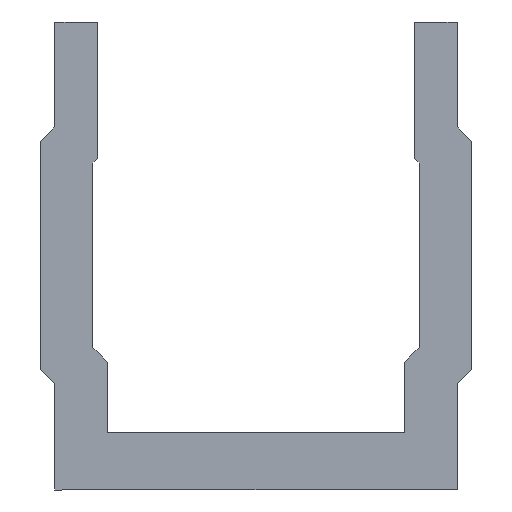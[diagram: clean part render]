
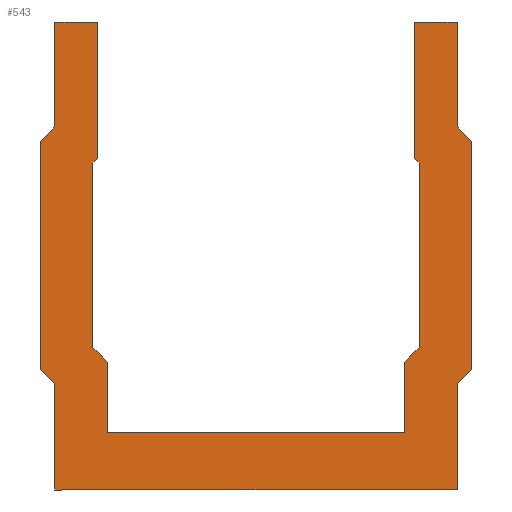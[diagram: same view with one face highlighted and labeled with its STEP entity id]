
A CAD part, front view. The second image highlights one B-rep face of the part: STEP entity #543.
In plain terms, the highlighted planar face has unit normal (0, -1, 0).
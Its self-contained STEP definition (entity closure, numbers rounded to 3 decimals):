
#57=FACE_OUTER_BOUND('',#83,.T.);
#83=EDGE_LOOP('',(#468,#469,#470,#471,#472,#473,#474,#475,#476,#477,#478,
#479,#480,#481,#482,#483,#484,#485,#486,#487,#488,#489,#490,#491));
#84=LINE('',#718,#156);
#88=LINE('',#726,#160);
#91=LINE('',#732,#163);
#94=LINE('',#738,#166);
#97=LINE('',#744,#169);
#100=LINE('',#750,#172);
#103=LINE('',#756,#175);
#106=LINE('',#762,#178);
#109=LINE('',#768,#181);
#112=LINE('',#774,#184);
#115=LINE('',#780,#187);
#118=LINE('',#786,#190);
#121=LINE('',#792,#193);
#124=LINE('',#798,#196);
#127=LINE('',#804,#199);
#130=LINE('',#810,#202);
#133=LINE('',#816,#205);
#136=LINE('',#822,#208);
#139=LINE('',#828,#211);
#142=LINE('',#834,#214);
#145=LINE('',#840,#217);
#148=LINE('',#846,#220);
#151=LINE('',#852,#223);
#154=LINE('',#857,#226);
#156=VECTOR('',#583,1.);
#160=VECTOR('',#589,1.);
#163=VECTOR('',#594,1.);
#166=VECTOR('',#599,1.);
#169=VECTOR('',#604,1.);
#172=VECTOR('',#609,1.);
#175=VECTOR('',#614,1.);
#178=VECTOR('',#619,1.);
#181=VECTOR('',#624,1.);
#184=VECTOR('',#629,1.);
#187=VECTOR('',#634,1.);
#190=VECTOR('',#639,1.);
#193=VECTOR('',#644,1.);
#196=VECTOR('',#649,1.);
#199=VECTOR('',#654,1.);
#202=VECTOR('',#659,1.);
#205=VECTOR('',#664,1.);
#208=VECTOR('',#669,1.);
#211=VECTOR('',#674,1.);
#214=VECTOR('',#679,1.);
#217=VECTOR('',#684,1.);
#220=VECTOR('',#689,1.);
#223=VECTOR('',#694,1.);
#226=VECTOR('',#699,1.);
#228=VERTEX_POINT('',#716);
#229=VERTEX_POINT('',#717);
#232=VERTEX_POINT('',#725);
#234=VERTEX_POINT('',#731);
#236=VERTEX_POINT('',#737);
#238=VERTEX_POINT('',#743);
#240=VERTEX_POINT('',#749);
#242=VERTEX_POINT('',#755);
#244=VERTEX_POINT('',#761);
#246=VERTEX_POINT('',#767);
#248=VERTEX_POINT('',#773);
#250=VERTEX_POINT('',#779);
#252=VERTEX_POINT('',#785);
#254=VERTEX_POINT('',#791);
#256=VERTEX_POINT('',#797);
#258=VERTEX_POINT('',#803);
#260=VERTEX_POINT('',#809);
#262=VERTEX_POINT('',#815);
#264=VERTEX_POINT('',#821);
#266=VERTEX_POINT('',#827);
#268=VERTEX_POINT('',#833);
#270=VERTEX_POINT('',#839);
#272=VERTEX_POINT('',#845);
#274=VERTEX_POINT('',#851);
#276=EDGE_CURVE('',#228,#229,#84,.T.);
#280=EDGE_CURVE('',#232,#228,#88,.T.);
#283=EDGE_CURVE('',#234,#232,#91,.T.);
#286=EDGE_CURVE('',#236,#234,#94,.T.);
#289=EDGE_CURVE('',#238,#236,#97,.T.);
#292=EDGE_CURVE('',#240,#238,#100,.T.);
#295=EDGE_CURVE('',#242,#240,#103,.T.);
#298=EDGE_CURVE('',#244,#242,#106,.T.);
#301=EDGE_CURVE('',#246,#244,#109,.T.);
#304=EDGE_CURVE('',#248,#246,#112,.T.);
#307=EDGE_CURVE('',#250,#248,#115,.T.);
#310=EDGE_CURVE('',#252,#250,#118,.T.);
#313=EDGE_CURVE('',#254,#252,#121,.T.);
#316=EDGE_CURVE('',#256,#254,#124,.T.);
#319=EDGE_CURVE('',#258,#256,#127,.T.);
#322=EDGE_CURVE('',#260,#258,#130,.T.);
#325=EDGE_CURVE('',#262,#260,#133,.T.);
#328=EDGE_CURVE('',#264,#262,#136,.T.);
#331=EDGE_CURVE('',#266,#264,#139,.T.);
#334=EDGE_CURVE('',#268,#266,#142,.T.);
#337=EDGE_CURVE('',#270,#268,#145,.T.);
#340=EDGE_CURVE('',#272,#270,#148,.T.);
#343=EDGE_CURVE('',#274,#272,#151,.T.);
#346=EDGE_CURVE('',#229,#274,#154,.T.);
#468=ORIENTED_EDGE('',*,*,#346,.F.);
#469=ORIENTED_EDGE('',*,*,#276,.F.);
#470=ORIENTED_EDGE('',*,*,#280,.F.);
#471=ORIENTED_EDGE('',*,*,#283,.F.);
#472=ORIENTED_EDGE('',*,*,#286,.F.);
#473=ORIENTED_EDGE('',*,*,#289,.F.);
#474=ORIENTED_EDGE('',*,*,#292,.F.);
#475=ORIENTED_EDGE('',*,*,#295,.F.);
#476=ORIENTED_EDGE('',*,*,#298,.F.);
#477=ORIENTED_EDGE('',*,*,#301,.F.);
#478=ORIENTED_EDGE('',*,*,#304,.F.);
#479=ORIENTED_EDGE('',*,*,#307,.F.);
#480=ORIENTED_EDGE('',*,*,#310,.F.);
#481=ORIENTED_EDGE('',*,*,#313,.F.);
#482=ORIENTED_EDGE('',*,*,#316,.F.);
#483=ORIENTED_EDGE('',*,*,#319,.F.);
#484=ORIENTED_EDGE('',*,*,#322,.F.);
#485=ORIENTED_EDGE('',*,*,#325,.F.);
#486=ORIENTED_EDGE('',*,*,#328,.F.);
#487=ORIENTED_EDGE('',*,*,#331,.F.);
#488=ORIENTED_EDGE('',*,*,#334,.F.);
#489=ORIENTED_EDGE('',*,*,#337,.F.);
#490=ORIENTED_EDGE('',*,*,#340,.F.);
#491=ORIENTED_EDGE('',*,*,#343,.F.);
#517=PLANE('',#572);
#543=ADVANCED_FACE('',(#57),#517,.F.);
#572=AXIS2_PLACEMENT_3D('',#860,#703,#704);
#583=DIRECTION('',(0.,0.,-1.));
#589=DIRECTION('',(1.,0.,0.));
#594=DIRECTION('',(0.,0.,1.));
#599=DIRECTION('',(0.707,0.,0.707));
#604=DIRECTION('',(0.,0.,1.));
#609=DIRECTION('',(-0.707,0.,0.707));
#614=DIRECTION('',(0.,0.,1.));
#619=DIRECTION('',(-1.,0.,0.));
#624=DIRECTION('',(0.,0.,-1.));
#629=DIRECTION('',(-0.707,0.,-0.707));
#634=DIRECTION('',(0.,0.,-1.));
#639=DIRECTION('',(0.707,0.,-0.707));
#644=DIRECTION('',(0.,0.,-1.));
#649=DIRECTION('',(1.,0.,0.));
#654=DIRECTION('',(0.,0.,1.));
#659=DIRECTION('',(-0.707,0.,0.707));
#664=DIRECTION('',(0.,0.,1.));
#669=DIRECTION('',(0.707,0.,0.707));
#674=DIRECTION('',(0.,0.,1.));
#679=DIRECTION('',(1.,0.,0.));
#684=DIRECTION('',(0.,0.,-1.));
#689=DIRECTION('',(0.707,0.,-0.707));
#694=DIRECTION('',(0.,0.,-1.));
#699=DIRECTION('',(-0.707,0.,-0.707));
#703=DIRECTION('center_axis',(0.,1.,0.));
#704=DIRECTION('ref_axis',(0.,0.,1.));
#716=CARTESIAN_POINT('',(-3.319,0.,9.813));
#717=CARTESIAN_POINT('',(-3.319,0.,6.956));
#718=CARTESIAN_POINT('',(-3.319,0.,9.813));
#725=CARTESIAN_POINT('',(-4.219,0.,9.813));
#726=CARTESIAN_POINT('',(-4.219,0.,9.813));
#731=CARTESIAN_POINT('',(-4.219,0.,7.612));
#732=CARTESIAN_POINT('',(-4.219,0.,7.612));
#737=CARTESIAN_POINT('',(-4.519,0.,7.312));
#738=CARTESIAN_POINT('',(-4.519,0.,7.312));
#743=CARTESIAN_POINT('',(-4.519,0.,2.526));
#744=CARTESIAN_POINT('',(-4.519,0.,2.526));
#749=CARTESIAN_POINT('',(-4.219,0.,2.226));
#750=CARTESIAN_POINT('',(-4.219,0.,2.226));
#755=CARTESIAN_POINT('',(-4.219,0.,0.));
#756=CARTESIAN_POINT('',(-4.219,0.,0.));
#761=CARTESIAN_POINT('',(4.219,0.,0.));
#762=CARTESIAN_POINT('',(4.219,0.,0.));
#767=CARTESIAN_POINT('',(4.219,0.,2.226));
#768=CARTESIAN_POINT('',(4.219,0.,2.226));
#773=CARTESIAN_POINT('',(4.519,0.,2.526));
#774=CARTESIAN_POINT('',(4.519,0.,2.526));
#779=CARTESIAN_POINT('',(4.519,0.,7.312));
#780=CARTESIAN_POINT('',(4.519,0.,7.312));
#785=CARTESIAN_POINT('',(4.219,0.,7.612));
#786=CARTESIAN_POINT('',(4.219,0.,7.612));
#791=CARTESIAN_POINT('',(4.219,0.,9.813));
#792=CARTESIAN_POINT('',(4.219,0.,9.813));
#797=CARTESIAN_POINT('',(3.319,0.,9.813));
#798=CARTESIAN_POINT('',(3.319,0.,9.813));
#803=CARTESIAN_POINT('',(3.319,0.,6.956));
#804=CARTESIAN_POINT('',(3.319,0.,6.956));
#809=CARTESIAN_POINT('',(3.419,0.,6.856));
#810=CARTESIAN_POINT('',(3.419,0.,6.856));
#815=CARTESIAN_POINT('',(3.419,0.,2.982));
#816=CARTESIAN_POINT('',(3.419,0.,2.982));
#821=CARTESIAN_POINT('',(3.119,0.,2.682));
#822=CARTESIAN_POINT('',(3.119,0.,2.682));
#827=CARTESIAN_POINT('',(3.119,0.,1.2));
#828=CARTESIAN_POINT('',(3.119,0.,1.2));
#833=CARTESIAN_POINT('',(-3.119,0.,1.2));
#834=CARTESIAN_POINT('',(-3.119,0.,1.2));
#839=CARTESIAN_POINT('',(-3.119,0.,2.682));
#840=CARTESIAN_POINT('',(-3.119,0.,2.682));
#845=CARTESIAN_POINT('',(-3.419,0.,2.982));
#846=CARTESIAN_POINT('',(-3.419,0.,2.982));
#851=CARTESIAN_POINT('',(-3.419,0.,6.856));
#852=CARTESIAN_POINT('',(-3.419,0.,6.856));
#857=CARTESIAN_POINT('',(-3.319,0.,6.956));
#860=CARTESIAN_POINT('Origin',(0.,0.,4.063));
